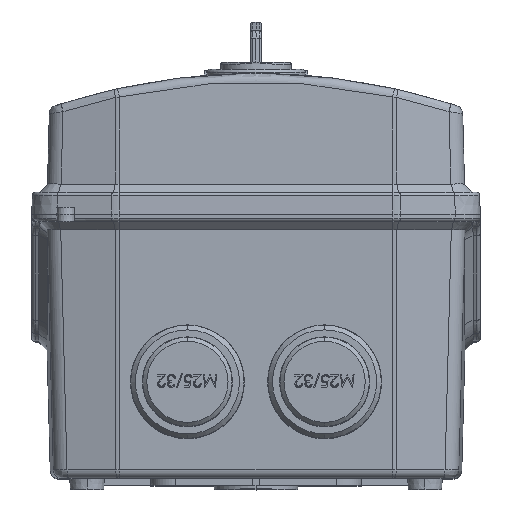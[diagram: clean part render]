
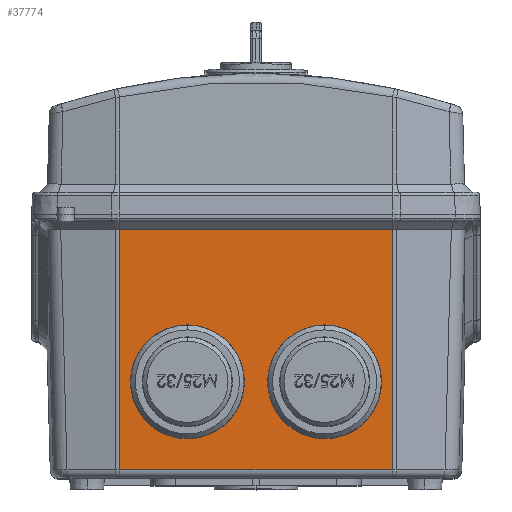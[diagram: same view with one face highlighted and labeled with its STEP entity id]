
A CAD part, top view. The second image highlights one B-rep face of the part: STEP entity #37774.
In plain terms, the highlighted planar face has unit normal (0, -0.026, 1).
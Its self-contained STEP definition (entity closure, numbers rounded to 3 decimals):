
#1032=DIRECTION('',(1.,0.,0.));
#1033=VECTOR('',#1032,77.848);
#1034=CARTESIAN_POINT('',(-38.924,70.7,95.887));
#1035=LINE('',#1034,#1033);
#1039=DIRECTION('',(-0.003,-1.,-0.026));
#1040=VECTOR('',#1039,68.289);
#1041=CARTESIAN_POINT('',(38.924,70.7,95.887));
#1042=LINE('',#1041,#1040);
#1046=DIRECTION('',(-0.003,1.,0.026));
#1047=VECTOR('',#1046,68.289);
#1048=CARTESIAN_POINT('',(-38.714,2.435,94.1));
#1049=LINE('',#1048,#1047);
#1053=CARTESIAN_POINT('',(19.5,27.426,94.754));
#1054=DIRECTION('',(0.,-0.026,1.));
#1055=DIRECTION('',(0.,1.,0.026));
#1056=AXIS2_PLACEMENT_3D('',#1053,#1054,#1055);
#1061=CARTESIAN_POINT('',(19.5,27.426,94.754));
#1062=DIRECTION('',(0.,-0.026,1.));
#1063=DIRECTION('',(0.,-1.,-0.026));
#1064=AXIS2_PLACEMENT_3D('',#1061,#1062,#1063);
#1069=CARTESIAN_POINT('',(-19.5,27.426,94.754));
#1070=DIRECTION('',(0.,-0.026,1.));
#1071=DIRECTION('',(0.,1.,0.026));
#1072=AXIS2_PLACEMENT_3D('',#1069,#1070,#1071);
#1077=CARTESIAN_POINT('',(-19.5,27.426,94.754));
#1078=DIRECTION('',(0.,-0.026,1.));
#1079=DIRECTION('',(0.,-1.,-0.026));
#1080=AXIS2_PLACEMENT_3D('',#1077,#1078,#1079);
#2666=DIRECTION('',(1.,0.,0.));
#2667=VECTOR('',#2666,77.428);
#2668=CARTESIAN_POINT('',(-38.714,2.435,94.1));
#2669=LINE('',#2668,#2667);
#33379=CARTESIAN_POINT('',(19.5,11.232,94.33));
#33380=CARTESIAN_POINT('',(19.5,43.62,95.178));
#33381=VERTEX_POINT('',#33379);
#33382=VERTEX_POINT('',#33380);
#33383=CARTESIAN_POINT('',(-38.924,70.7,
95.887));
#33384=CARTESIAN_POINT('',(38.924,70.7,95.887));
#33385=VERTEX_POINT('',#33383);
#33386=VERTEX_POINT('',#33384);
#33387=CARTESIAN_POINT('',(38.714,2.435,94.1));
#33388=VERTEX_POINT('',#33387);
#33389=CARTESIAN_POINT('',(-38.714,2.435,
94.1));
#33390=VERTEX_POINT('',#33389);
#33391=CARTESIAN_POINT('',(-19.5,43.62,95.178));
#33392=CARTESIAN_POINT('',(-19.5,11.232,94.33));
#33393=VERTEX_POINT('',#33391);
#33394=VERTEX_POINT('',#33392);
#37748=CARTESIAN_POINT('',(0.,75.,96.));
#37749=DIRECTION('',(0.,-0.026,1.));
#37750=DIRECTION('',(0.,-1.,-0.026));
#37751=AXIS2_PLACEMENT_3D('',#37748,#37749,#37750);
#37752=PLANE('',#37751);
#37754=ORIENTED_EDGE('',*,*,#37753,.T.);
#37756=ORIENTED_EDGE('',*,*,#37755,.T.);
#37758=ORIENTED_EDGE('',*,*,#37757,.F.);
#37760=ORIENTED_EDGE('',*,*,#37759,.T.);
#37761=EDGE_LOOP('',(#37754,#37756,#37758,#37760));
#37762=FACE_OUTER_BOUND('',#37761,.F.);
#37764=ORIENTED_EDGE('',*,*,#37763,.T.);
#37765=ORIENTED_EDGE('',*,*,#37731,.T.);
#37766=EDGE_LOOP('',(#37764,#37765));
#37767=FACE_BOUND('',#37766,.F.);
#37769=ORIENTED_EDGE('',*,*,#37768,.T.);
#37771=ORIENTED_EDGE('',*,*,#37770,.T.);
#37772=EDGE_LOOP('',(#37769,#37771));
#37773=FACE_BOUND('',#37772,.F.);
#1057=CIRCLE('',#1056,16.2);
#1065=CIRCLE('',#1064,16.2);
#1073=CIRCLE('',#1072,16.2);
#1081=CIRCLE('',#1080,16.2);
#37731=EDGE_CURVE('',#33381,#33382,#1065,.T.);
#37753=EDGE_CURVE('',#33385,#33386,#1035,.T.);
#37755=EDGE_CURVE('',#33386,#33388,#1042,.T.);
#37757=EDGE_CURVE('',#33390,#33388,#2669,.T.);
#37759=EDGE_CURVE('',#33390,#33385,#1049,.T.);
#37763=EDGE_CURVE('',#33382,#33381,#1057,.T.);
#37768=EDGE_CURVE('',#33393,#33394,#1073,.T.);
#37770=EDGE_CURVE('',#33394,#33393,#1081,.T.);
#37774=ADVANCED_FACE('',(#37762,#37767,#37773),#37752,.T.);
